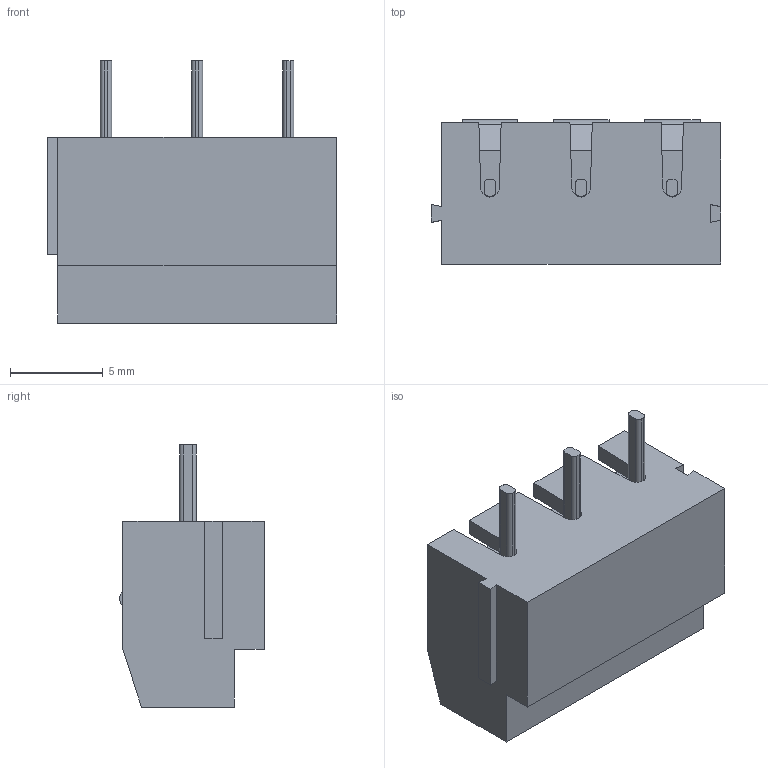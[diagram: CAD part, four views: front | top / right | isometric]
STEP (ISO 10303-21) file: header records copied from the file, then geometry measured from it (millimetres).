
FILE_DESCRIPTION (( 'STEP AP203' ), '1' );
FILE_NAME ('T-Block 3 Pin.STEP', '2024-08-05T08:43:00', ( '' ), ( '' ), 'SwSTEP 2.0', 'SolidWorks 2020', '' );
FILE_SCHEMA (( 'CONFIG_CONTROL_DESIGN' ));
Length unit declared in the file: millimetre
Products named in the file (5): Part3^T-Block; pan cross head_am_B18.6.7M - M2 x 0.4 x 3 Type I Cross Recessed PHMS --3C; Body; T-Block 3 Pin; Part2^T-Block
Assembly tree (10 placements, depth 2):
  T-Block 3 Pin
    Body
    Part2^T-Block  x3
    Part3^T-Block  x3
    pan cross head_am_B18.6.7M - M2 x 0.4 x 3 Type I Cross Recessed PHMS --3C  x3
Bounding box: 15.55 x 7.77 x 14.1 mm (x, y, z)
Volume: 695.3 mm3; surface area: 1949.4 mm2
Topology: 10 solids, 10 shells, 248 faces, 627 edges, 408 vertices
Faces by surface type: plane 173, cylinder 63, torus 6, sphere 6
Entity records: 4662 total; most frequent: DIRECTION 701, CARTESIAN_POINT 696, ORIENTED_EDGE 670, EDGE_CURVE 335, LINE 251, VECTOR 251, AXIS2_PLACEMENT_3D 225, VERTEX_POINT 220
